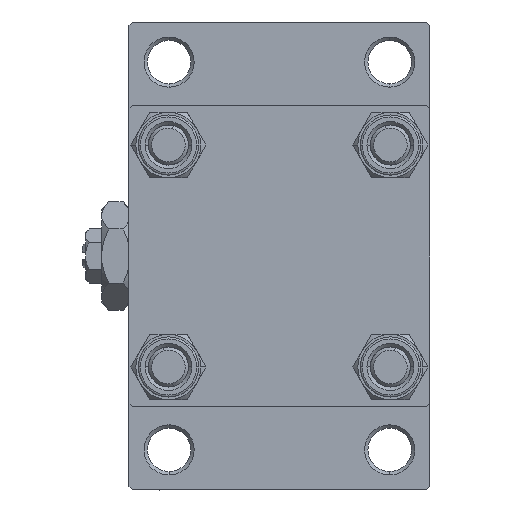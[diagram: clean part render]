
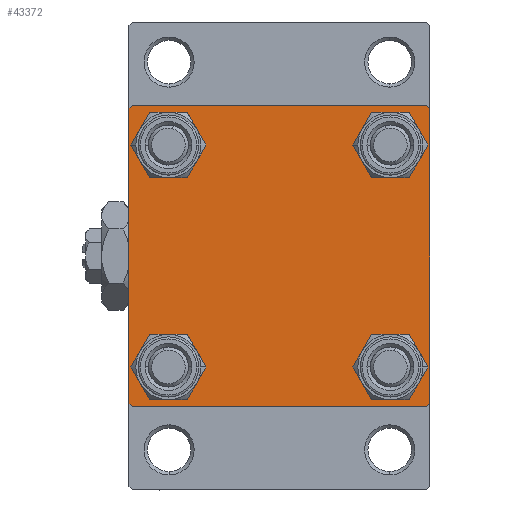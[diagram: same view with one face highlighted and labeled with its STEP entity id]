
A CAD part, left-side view. The second image highlights one B-rep face of the part: STEP entity #43372.
In plain terms, the highlighted planar face has unit normal (-1, 0, 0).
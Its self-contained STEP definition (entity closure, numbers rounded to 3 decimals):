
#390 = FACE_BOUND ( 'NONE', #3938, .T. ) ;
#439 = CARTESIAN_POINT ( 'NONE',  ( 0., -22.5, 22.5 ) ) ;
#865 = VERTEX_POINT ( 'NONE', #24925 ) ;
#1054 = DIRECTION ( 'NONE',  ( 0., 0., -1. ) ) ;
#1274 = EDGE_CURVE ( 'NONE', #865, #28533, #35789, .T. ) ;
#1712 = CARTESIAN_POINT ( 'NONE',  ( 0., 22.5, -22. ) ) ;
#2218 = EDGE_CURVE ( 'NONE', #5096, #25364, #14682, .T. ) ;
#2224 = DIRECTION ( 'NONE',  ( 1., 0., 0. ) ) ;
#2654 = LINE ( 'NONE', #5845, #21909 ) ;
#2694 = VERTEX_POINT ( 'NONE', #11313 ) ;
#3178 = DIRECTION ( 'NONE',  ( 0., -1., 0. ) ) ;
#3652 = VECTOR ( 'NONE', #31212, 1000. ) ;
#3861 = CARTESIAN_POINT ( 'NONE',  ( 0., 16.6, -16.6 ) ) ;
#3918 = VERTEX_POINT ( 'NONE', #12560 ) ;
#3938 = EDGE_LOOP ( 'NONE', ( #32409, #20916 ) ) ;
#4358 = DIRECTION ( 'NONE',  ( 1., 0., 0. ) ) ;
#4428 = AXIS2_PLACEMENT_3D ( 'NONE', #3861, #32829, #7539 ) ;
#4802 = FACE_OUTER_BOUND ( 'NONE', #43223, .T. ) ;
#4992 = LINE ( 'NONE', #13786, #28918 ) ;
#5096 = VERTEX_POINT ( 'NONE', #31664 ) ;
#5756 = EDGE_CURVE ( 'NONE', #25364, #5096, #6957, .T. ) ;
#5845 = CARTESIAN_POINT ( 'NONE',  ( 0., 22.25, 22.25 ) ) ;
#6041 = EDGE_CURVE ( 'NONE', #11594, #38222, #24978, .T. ) ;
#6797 = CIRCLE ( 'NONE', #4428, 3.5 ) ;
#6957 = CIRCLE ( 'NONE', #10102, 3.5 ) ;
#6964 = CARTESIAN_POINT ( 'NONE',  ( 0., 16.6, -16.6 ) ) ;
#7471 = VERTEX_POINT ( 'NONE', #26671 ) ;
#7505 = FACE_BOUND ( 'NONE', #10206, .T. ) ;
#7539 = DIRECTION ( 'NONE',  ( 0., 0., 1. ) ) ;
#8252 = CIRCLE ( 'NONE', #36442, 3.5 ) ;
#8686 = VECTOR ( 'NONE', #3178, 1000. ) ;
#8713 = VERTEX_POINT ( 'NONE', #39860 ) ;
#8897 = CARTESIAN_POINT ( 'NONE',  ( 0., 22.5, 22.5 ) ) ;
#9052 = DIRECTION ( 'NONE',  ( 0., 0.707, -0.707 ) ) ;
#9501 = EDGE_CURVE ( 'NONE', #7471, #12850, #46233, .T. ) ;
#9635 = DIRECTION ( 'NONE',  ( 1., 0., 0. ) ) ;
#10052 = VECTOR ( 'NONE', #1054, 1000. ) ;
#10102 = AXIS2_PLACEMENT_3D ( 'NONE', #10133, #21428, #17498 ) ;
#10133 = CARTESIAN_POINT ( 'NONE',  ( 0., -16.6, -16.6 ) ) ;
#10206 = EDGE_LOOP ( 'NONE', ( #39338, #10373 ) ) ;
#10373 = ORIENTED_EDGE ( 'NONE', *, *, #5756, .T. ) ;
#10476 = ORIENTED_EDGE ( 'NONE', *, *, #13246, .F. ) ;
#10783 = EDGE_CURVE ( 'NONE', #29985, #7471, #2654, .T. ) ;
#11102 = ORIENTED_EDGE ( 'NONE', *, *, #9501, .T. ) ;
#11313 = CARTESIAN_POINT ( 'NONE',  ( 0., -16.6, 20.1 ) ) ;
#11446 = CARTESIAN_POINT ( 'NONE',  ( 0., -16.6, 16.6 ) ) ;
#11594 = VERTEX_POINT ( 'NONE', #46686 ) ;
#11733 = DIRECTION ( 'NONE',  ( 0., 0., 1. ) ) ;
#11850 = DIRECTION ( 'NONE',  ( 1., 0., 0. ) ) ;
#12213 = CARTESIAN_POINT ( 'NONE',  ( 0., 16.6, 16.6 ) ) ;
#12560 = CARTESIAN_POINT ( 'NONE',  ( 0., 22., -22.5 ) ) ;
#12776 = CARTESIAN_POINT ( 'NONE',  ( 0., -22., -22.5 ) ) ;
#12850 = VERTEX_POINT ( 'NONE', #1712 ) ;
#13246 = EDGE_CURVE ( 'NONE', #47158, #35397, #45111, .T. ) ;
#13352 = VECTOR ( 'NONE', #39032, 1000. ) ;
#13786 = CARTESIAN_POINT ( 'NONE',  ( 0., 22.5, 22.5 ) ) ;
#14682 = CIRCLE ( 'NONE', #47611, 3.5 ) ;
#14797 = EDGE_CURVE ( 'NONE', #3918, #31466, #48104, .T. ) ;
#15316 = EDGE_LOOP ( 'NONE', ( #25394, #17451 ) ) ;
#15609 = CARTESIAN_POINT ( 'NONE',  ( 0., 0., 0. ) ) ;
#15853 = PLANE ( 'NONE',  #46146 ) ;
#16126 = ORIENTED_EDGE ( 'NONE', *, *, #28890, .T. ) ;
#16833 = ORIENTED_EDGE ( 'NONE', *, *, #45608, .T. ) ;
#17451 = ORIENTED_EDGE ( 'NONE', *, *, #32729, .T. ) ;
#17498 = DIRECTION ( 'NONE',  ( 0., 0., 1. ) ) ;
#17977 = EDGE_CURVE ( 'NONE', #31466, #35397, #24541, .T. ) ;
#18963 = DIRECTION ( 'NONE',  ( 1., 0., 0. ) ) ;
#19041 = DIRECTION ( 'NONE',  ( 0., 0., 1. ) ) ;
#19776 = FACE_BOUND ( 'NONE', #30047, .T. ) ;
#20916 = ORIENTED_EDGE ( 'NONE', *, *, #45429, .T. ) ;
#21428 = DIRECTION ( 'NONE',  ( 1., 0., 0. ) ) ;
#21909 = VECTOR ( 'NONE', #9052, 1000. ) ;
#22372 = CARTESIAN_POINT ( 'NONE',  ( 0., -16.6, 13.1 ) ) ;
#22626 = ORIENTED_EDGE ( 'NONE', *, *, #10783, .T. ) ;
#23200 = FACE_BOUND ( 'NONE', #15316, .T. ) ;
#23481 = ORIENTED_EDGE ( 'NONE', *, *, #46293, .T. ) ;
#23491 = DIRECTION ( 'NONE',  ( 0., 0.707, 0.707 ) ) ;
#23513 = DIRECTION ( 'NONE',  ( 0., 0., -1. ) ) ;
#24308 = VECTOR ( 'NONE', #23513, 1000. ) ;
#24541 = LINE ( 'NONE', #43451, #13352 ) ;
#24925 = CARTESIAN_POINT ( 'NONE',  ( 0., 16.6, -13.1 ) ) ;
#24978 = CIRCLE ( 'NONE', #31220, 3.5 ) ;
#25261 = CARTESIAN_POINT ( 'NONE',  ( 0., 22.5, -22.5 ) ) ;
#25364 = VERTEX_POINT ( 'NONE', #47197 ) ;
#25394 = ORIENTED_EDGE ( 'NONE', *, *, #26035, .T. ) ;
#25814 = ORIENTED_EDGE ( 'NONE', *, *, #6041, .T. ) ;
#26035 = EDGE_CURVE ( 'NONE', #2694, #32086, #32425, .T. ) ;
#26653 = DIRECTION ( 'NONE',  ( 0., 0., 1. ) ) ;
#26671 = CARTESIAN_POINT ( 'NONE',  ( 0., 22.5, 22. ) ) ;
#27164 = VECTOR ( 'NONE', #23491, 1000. ) ;
#27281 = CARTESIAN_POINT ( 'NONE',  ( 0., 22.25, -22.25 ) ) ;
#28126 = ORIENTED_EDGE ( 'NONE', *, *, #41658, .F. ) ;
#28533 = VERTEX_POINT ( 'NONE', #40770 ) ;
#28890 = EDGE_CURVE ( 'NONE', #38222, #11594, #41148, .T. ) ;
#28918 = VECTOR ( 'NONE', #43250, 1000. ) ;
#29985 = VERTEX_POINT ( 'NONE', #47307 ) ;
#30047 = EDGE_LOOP ( 'NONE', ( #25814, #16126 ) ) ;
#30964 = LINE ( 'NONE', #27281, #3652 ) ;
#31212 = DIRECTION ( 'NONE',  ( 0., -0.707, -0.707 ) ) ;
#31220 = AXIS2_PLACEMENT_3D ( 'NONE', #36557, #2224, #48128 ) ;
#31303 = ORIENTED_EDGE ( 'NONE', *, *, #17977, .T. ) ;
#31466 = VERTEX_POINT ( 'NONE', #12776 ) ;
#31664 = CARTESIAN_POINT ( 'NONE',  ( 0., -16.6, -13.1 ) ) ;
#32086 = VERTEX_POINT ( 'NONE', #22372 ) ;
#32409 = ORIENTED_EDGE ( 'NONE', *, *, #1274, .T. ) ;
#32425 = CIRCLE ( 'NONE', #38697, 3.5 ) ;
#32729 = EDGE_CURVE ( 'NONE', #32086, #2694, #8252, .T. ) ;
#32829 = DIRECTION ( 'NONE',  ( 1., 0., 0. ) ) ;
#33010 = CARTESIAN_POINT ( 'NONE',  ( 0., -22.5, -22. ) ) ;
#33450 = ORIENTED_EDGE ( 'NONE', *, *, #14797, .T. ) ;
#33909 = DIRECTION ( 'NONE',  ( 0., 0., 1. ) ) ;
#34820 = CARTESIAN_POINT ( 'NONE',  ( 0., 16.6, 13.1 ) ) ;
#35397 = VERTEX_POINT ( 'NONE', #33010 ) ;
#35789 = CIRCLE ( 'NONE', #39685, 3.5 ) ;
#36442 = AXIS2_PLACEMENT_3D ( 'NONE', #37927, #9635, #43277 ) ;
#36557 = CARTESIAN_POINT ( 'NONE',  ( 0., 16.6, 16.6 ) ) ;
#37927 = CARTESIAN_POINT ( 'NONE',  ( 0., -16.6, 16.6 ) ) ;
#38222 = VERTEX_POINT ( 'NONE', #34820 ) ;
#38697 = AXIS2_PLACEMENT_3D ( 'NONE', #11446, #48538, #26653 ) ;
#39032 = DIRECTION ( 'NONE',  ( 0., -0.707, 0.707 ) ) ;
#39338 = ORIENTED_EDGE ( 'NONE', *, *, #2218, .T. ) ;
#39685 = AXIS2_PLACEMENT_3D ( 'NONE', #6964, #18963, #33909 ) ;
#39860 = CARTESIAN_POINT ( 'NONE',  ( 0., -22., 22.5 ) ) ;
#40770 = CARTESIAN_POINT ( 'NONE',  ( 0., 16.6, -20.1 ) ) ;
#41148 = CIRCLE ( 'NONE', #44289, 3.5 ) ;
#41658 = EDGE_CURVE ( 'NONE', #29985, #8713, #4992, .T. ) ;
#41785 = DIRECTION ( 'NONE',  ( 0., 0., 1. ) ) ;
#42404 = CARTESIAN_POINT ( 'NONE',  ( 0., -22.5, 22. ) ) ;
#43223 = EDGE_LOOP ( 'NONE', ( #11102, #23481, #33450, #31303, #10476, #16833, #28126, #22626 ) ) ;
#43250 = DIRECTION ( 'NONE',  ( 0., -1., 0. ) ) ;
#43277 = DIRECTION ( 'NONE',  ( 0., 0., 1. ) ) ;
#43372 = ADVANCED_FACE ( 'NONE', ( #23200, #7505, #390, #19776, #4802 ), #15853, .T. ) ;
#43451 = CARTESIAN_POINT ( 'NONE',  ( 0., -22.25, -22.25 ) ) ;
#44289 = AXIS2_PLACEMENT_3D ( 'NONE', #12213, #4358, #11733 ) ;
#45062 = DIRECTION ( 'NONE',  ( -1., 0., 0. ) ) ;
#45094 = LINE ( 'NONE', #46079, #27164 ) ;
#45111 = LINE ( 'NONE', #439, #24308 ) ;
#45429 = EDGE_CURVE ( 'NONE', #28533, #865, #6797, .T. ) ;
#45481 = CARTESIAN_POINT ( 'NONE',  ( 0., -16.6, -16.6 ) ) ;
#45608 = EDGE_CURVE ( 'NONE', #47158, #8713, #45094, .T. ) ;
#46079 = CARTESIAN_POINT ( 'NONE',  ( 0., -22.25, 22.25 ) ) ;
#46146 = AXIS2_PLACEMENT_3D ( 'NONE', #15609, #45062, #19041 ) ;
#46233 = LINE ( 'NONE', #8897, #10052 ) ;
#46293 = EDGE_CURVE ( 'NONE', #12850, #3918, #30964, .T. ) ;
#46686 = CARTESIAN_POINT ( 'NONE',  ( 0., 16.6, 20.1 ) ) ;
#47158 = VERTEX_POINT ( 'NONE', #42404 ) ;
#47197 = CARTESIAN_POINT ( 'NONE',  ( 0., -16.6, -20.1 ) ) ;
#47307 = CARTESIAN_POINT ( 'NONE',  ( 0., 22., 22.5 ) ) ;
#47611 = AXIS2_PLACEMENT_3D ( 'NONE', #45481, #11850, #41785 ) ;
#48104 = LINE ( 'NONE', #25261, #8686 ) ;
#48128 = DIRECTION ( 'NONE',  ( 0., 0., 1. ) ) ;
#48538 = DIRECTION ( 'NONE',  ( 1., 0., 0. ) ) ;
